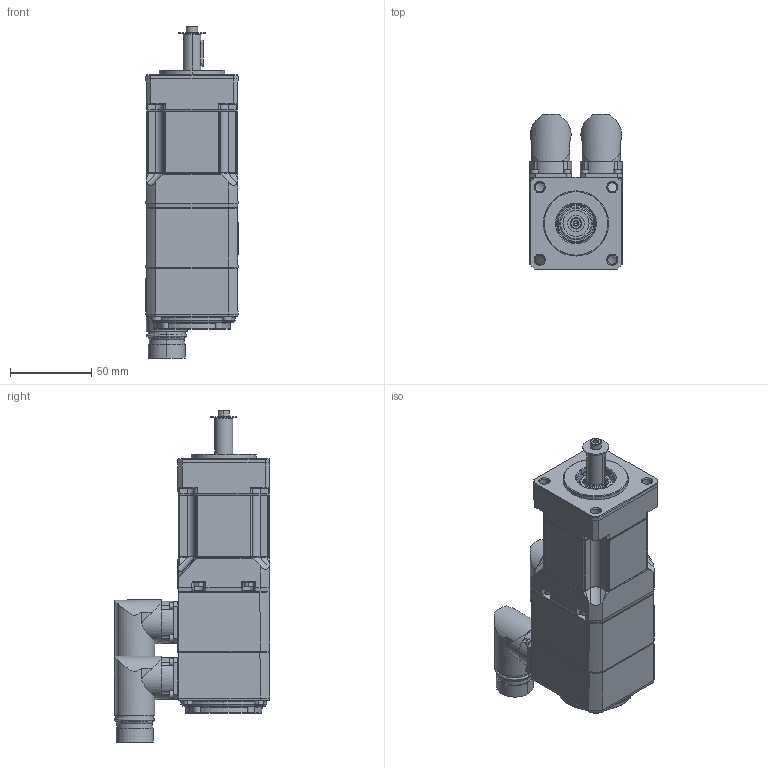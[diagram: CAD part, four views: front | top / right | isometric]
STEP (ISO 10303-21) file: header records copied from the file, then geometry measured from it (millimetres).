
FILE_DESCRIPTION((''),'2;1');
FILE_NAME('NX210EAR7311_SW0001','2005-07-19T',('stagiaire'),(''),'PRO/ENGINEER BY PARAMETRIC TECHNOLOGY CORPORATION, 2005110','PRO/ENGINEER BY PARAMETRIC TECHNOLOGY CORPORATION, 2005110','');
FILE_SCHEMA(('CONFIG_CONTROL_DESIGN'));
Length unit declared in the file: millimetre
Products named in the file (1): NX210EAR7311_SW0001
Bounding box: 56.7 x 95.5 x 203.8 mm (x, y, z)
Volume: 502634.5 mm3; surface area: 68161.5 mm2
Topology: 1 solids, 1 shells, 1606 faces, 3971 edges, 2423 vertices
Faces by surface type: plane 797, cylinder 367, cone 320, torus 66, bspline 56
Entity records: 55133 total; most frequent: CARTESIAN_POINT 17993, ORIENTED_EDGE 7874, DIRECTION 7473, EDGE_CURVE 3937, AXIS2_PLACEMENT_3D 2687, VERTEX_POINT 2423, VECTOR 2099, LINE 2099
